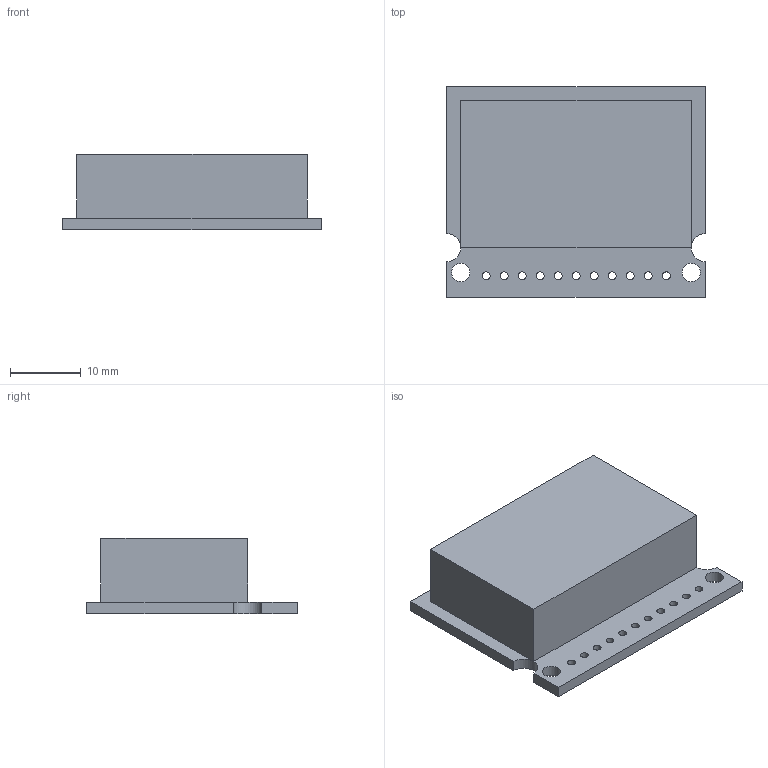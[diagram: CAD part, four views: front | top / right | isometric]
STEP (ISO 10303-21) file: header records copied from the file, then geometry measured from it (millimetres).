
FILE_DESCRIPTION(/* description */ ('Alibre Inc.'),/* implementation_level */ '2;1');
FILE_NAME(/* name */ 'export0',/* time_stamp */ '2016-06-27T16:29:44+02:00',/* author */ (''),/* organization */ (''),/* preprocessor_version */ 'ST-DEVELOPER v14',/* originating_system */ 'Alibre',/* authorisation */ '');
FILE_SCHEMA (('AUTOMOTIVE_DESIGN'));
Length unit declared in the file: centimetre
Bounding box: 36.5 x 29.7 x 10.6 mm (x, y, z)
Volume: 7735.4 mm3; surface area: 4710 mm2
Topology: 2 solids, 2 shells, 29 faces, 75 edges, 50 vertices
Faces by surface type: cylinder 15, plane 14
Full cylindrical faces by diameter (mm): 1.1 x11, 2.6 x2
Entity records: 941 total; most frequent: CARTESIAN_POINT 145, DIRECTION 144, ORIENTED_EDGE 124, EDGE_LOOP 68, FACE_BOUND 68, AXIS2_PLACEMENT_3D 63, EDGE_CURVE 62, VERTEX_POINT 50
